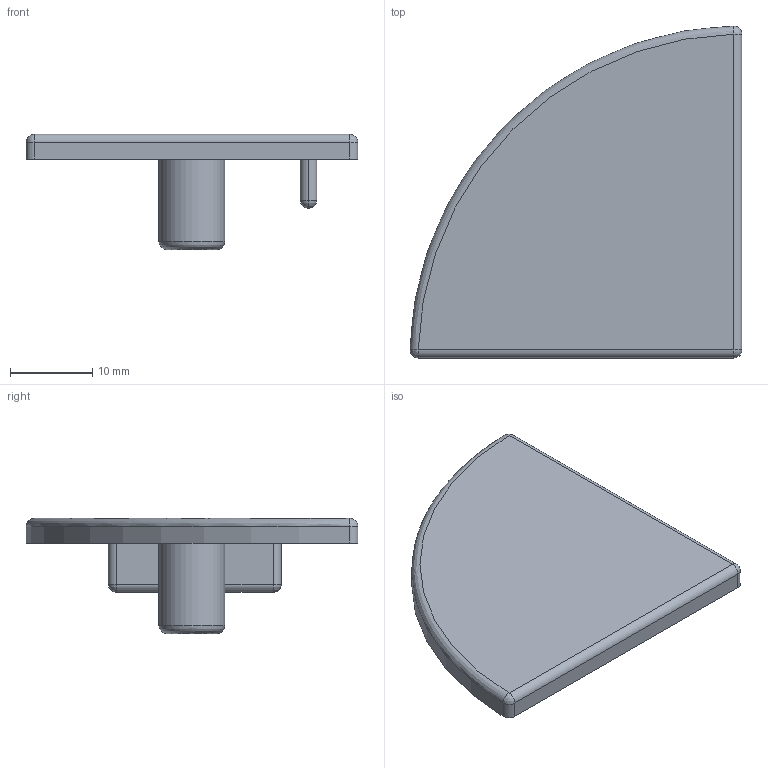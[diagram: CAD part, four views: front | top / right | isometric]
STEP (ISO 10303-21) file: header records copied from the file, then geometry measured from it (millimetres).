
FILE_DESCRIPTION(('STEP AP203'),'2;1');
FILE_NAME('18.071.00.stp','2011-09-08T18:04:55',(''),(''),'2009.3.110','THINKDESIGN','');
FILE_SCHEMA(('CONFIG_CONTROL_DESIGN'));
Length unit declared in the file: millimetre
Bounding box: 40.29 x 40.29 x 14 mm (x, y, z)
Volume: 4579.8 mm3; surface area: 3427.4 mm2
Topology: 1 solids, 1 shells, 29 faces, 67 edges, 35 vertices
Faces by surface type: cylinder 13, bspline 9, plane 7
Full cylindrical faces by diameter (mm): 8 x1
Entity records: 1604 total; most frequent: CARTESIAN_POINT 892, DIRECTION 136, ORIENTED_EDGE 120, EDGE_CURVE 60, AXIS2_PLACEMENT_3D 56, CIRCLE 36, VERTEX_POINT 35, EDGE_LOOP 31
